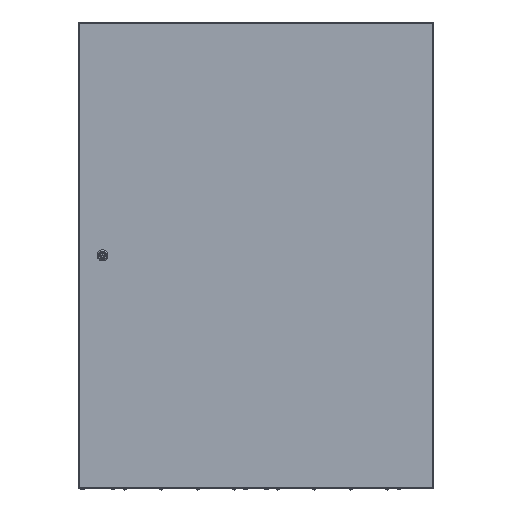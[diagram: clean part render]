
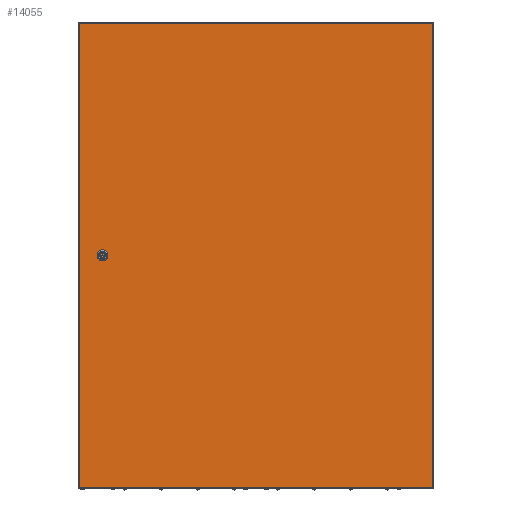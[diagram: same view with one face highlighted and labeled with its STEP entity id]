
A CAD part, top view. The second image highlights one B-rep face of the part: STEP entity #14055.
In plain terms, the highlighted planar face has unit normal (0, 0, 1).
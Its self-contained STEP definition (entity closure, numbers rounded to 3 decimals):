
#288 = DIRECTION ( 'NONE',  ( -1., 0., 0. ) ) ;
#762 = CIRCLE ( 'NONE', #58519, 11.25 ) ;
#772 = VECTOR ( 'NONE', #288, 1000. ) ;
#941 = CARTESIAN_POINT ( 'NONE',  ( 72.92, 594.944, 17.5 ) ) ;
#1022 = CARTESIAN_POINT ( 'NONE',  ( 912.37, 1197., 17.5 ) ) ;
#1280 = VECTOR ( 'NONE', #61237, 1000. ) ;
#1652 = CARTESIAN_POINT ( 'NONE',  ( 912.37, 3., 17.5 ) ) ;
#1680 = ORIENTED_EDGE ( 'NONE', *, *, #50474, .T. ) ;
#1945 = EDGE_CURVE ( 'NONE', #55118, #57391, #51200, .T. ) ;
#2370 = CARTESIAN_POINT ( 'NONE',  ( 2.87, 3., 17.5 ) ) ;
#3175 = DIRECTION ( 'NONE',  ( 0., 1., 0. ) ) ;
#3778 = CARTESIAN_POINT ( 'NONE',  ( 52.82, 594.944, 17.5 ) ) ;
#3921 = EDGE_CURVE ( 'NONE', #51102, #52912, #69373, .T. ) ;
#4804 = VERTEX_POINT ( 'NONE', #74493 ) ;
#5210 = DIRECTION ( 'NONE',  ( 1., 0., 0. ) ) ;
#5597 = VERTEX_POINT ( 'NONE', #941 ) ;
#5633 = EDGE_CURVE ( 'NONE', #4804, #55118, #49332, .T. ) ;
#6274 = AXIS2_PLACEMENT_3D ( 'NONE', #66422, #65599, #9180 ) ;
#6380 = DIRECTION ( 'NONE',  ( 1., 0., 0. ) ) ;
#6382 = DIRECTION ( 'NONE',  ( 1., 0., 0. ) ) ;
#6806 = VECTOR ( 'NONE', #23421, 1000. ) ;
#7746 = DIRECTION ( 'NONE',  ( 0., 1., 0. ) ) ;
#8418 = EDGE_CURVE ( 'NONE', #33795, #5597, #24196, .T. ) ;
#9180 = DIRECTION ( 'NONE',  ( 1., 0., 0. ) ) ;
#9791 = CARTESIAN_POINT ( 'NONE',  ( 67.926, 589.95, 17.5 ) ) ;
#9915 = CARTESIAN_POINT ( 'NONE',  ( 2.87, 1197., 17.5 ) ) ;
#9974 = EDGE_CURVE ( 'NONE', #5597, #4804, #80959, .T. ) ;
#12693 = CARTESIAN_POINT ( 'NONE',  ( 62.87, 600., 17.5 ) ) ;
#13144 = EDGE_CURVE ( 'NONE', #52912, #33795, #16092, .T. ) ;
#13180 = ORIENTED_EDGE ( 'NONE', *, *, #13144, .F. ) ;
#13924 = LINE ( 'NONE', #51402, #26094 ) ;
#14055 = ADVANCED_FACE ( 'NONE', ( #52804, #46876 ), #14879, .T. ) ;
#14794 = ORIENTED_EDGE ( 'NONE', *, *, #9974, .F. ) ;
#14879 = PLANE ( 'NONE',  #59452 ) ;
#16092 = LINE ( 'NONE', #9791, #22927 ) ;
#16273 = EDGE_CURVE ( 'NONE', #57391, #64433, #762, .T. ) ;
#19800 = DIRECTION ( 'NONE',  ( 0., 0., 1. ) ) ;
#20338 = CARTESIAN_POINT ( 'NONE',  ( 0., 0., 17.5 ) ) ;
#21534 = LINE ( 'NONE', #1022, #61116 ) ;
#22927 = VECTOR ( 'NONE', #73360, 1000. ) ;
#23059 = EDGE_CURVE ( 'NONE', #53646, #78700, #41502, .T. ) ;
#23421 = DIRECTION ( 'NONE',  ( -1., 0., 0. ) ) ;
#24196 = CIRCLE ( 'NONE', #64629, 11.25 ) ;
#24474 = CARTESIAN_POINT ( 'NONE',  ( 62.87, 600., 17.5 ) ) ;
#24672 = ORIENTED_EDGE ( 'NONE', *, *, #8418, .F. ) ;
#25244 = CARTESIAN_POINT ( 'NONE',  ( 52.82, 605.056, 17.5 ) ) ;
#26094 = VECTOR ( 'NONE', #6380, 1000. ) ;
#26558 = DIRECTION ( 'NONE',  ( 1., 0., 0. ) ) ;
#31583 = DIRECTION ( 'NONE',  ( 0., 0., 1. ) ) ;
#32477 = CARTESIAN_POINT ( 'NONE',  ( 57.814, 589.95, 17.5 ) ) ;
#33476 = CARTESIAN_POINT ( 'NONE',  ( 67.926, 589.95, 17.5 ) ) ;
#33795 = VERTEX_POINT ( 'NONE', #33476 ) ;
#39247 = VECTOR ( 'NONE', #54680, 1000. ) ;
#39442 = EDGE_LOOP ( 'NONE', ( #55092, #75594, #58346, #1680 ) ) ;
#41502 = LINE ( 'NONE', #9915, #1280 ) ;
#42117 = VERTEX_POINT ( 'NONE', #1652 ) ;
#42638 = EDGE_CURVE ( 'NONE', #42117, #61390, #21534, .T. ) ;
#43956 = CARTESIAN_POINT ( 'NONE',  ( 52.82, 594.944, 17.5 ) ) ;
#46062 = CARTESIAN_POINT ( 'NONE',  ( 912.37, 1197., 17.5 ) ) ;
#46071 = DIRECTION ( 'NONE',  ( 0., 0., 1. ) ) ;
#46876 = FACE_OUTER_BOUND ( 'NONE', #39442, .T. ) ;
#48739 = ORIENTED_EDGE ( 'NONE', *, *, #3921, .F. ) ;
#49188 = LINE ( 'NONE', #3778, #39247 ) ;
#49332 = CIRCLE ( 'NONE', #65477, 11.25 ) ;
#50474 = EDGE_CURVE ( 'NONE', #61390, #53646, #74826, .T. ) ;
#51102 = VERTEX_POINT ( 'NONE', #43956 ) ;
#51106 = CARTESIAN_POINT ( 'NONE',  ( 67.926, 610.05, 17.5 ) ) ;
#51200 = LINE ( 'NONE', #58753, #772 ) ;
#51216 = ORIENTED_EDGE ( 'NONE', *, *, #1945, .F. ) ;
#51402 = CARTESIAN_POINT ( 'NONE',  ( 2.87, 3., 17.5 ) ) ;
#52804 = FACE_BOUND ( 'NONE', #73906, .T. ) ;
#52912 = VERTEX_POINT ( 'NONE', #32477 ) ;
#53646 = VERTEX_POINT ( 'NONE', #55277 ) ;
#54680 = DIRECTION ( 'NONE',  ( 0., -1., 0. ) ) ;
#55092 = ORIENTED_EDGE ( 'NONE', *, *, #23059, .T. ) ;
#55118 = VERTEX_POINT ( 'NONE', #51106 ) ;
#55277 = CARTESIAN_POINT ( 'NONE',  ( 2.87, 1197., 17.5 ) ) ;
#57313 = CARTESIAN_POINT ( 'NONE',  ( 57.814, 610.05, 17.5 ) ) ;
#57391 = VERTEX_POINT ( 'NONE', #57313 ) ;
#58346 = ORIENTED_EDGE ( 'NONE', *, *, #42638, .T. ) ;
#58519 = AXIS2_PLACEMENT_3D ( 'NONE', #69908, #31583, #6382 ) ;
#58753 = CARTESIAN_POINT ( 'NONE',  ( 67.926, 610.05, 17.5 ) ) ;
#59452 = AXIS2_PLACEMENT_3D ( 'NONE', #20338, #46071, #66211 ) ;
#61116 = VECTOR ( 'NONE', #7746, 1000. ) ;
#61237 = DIRECTION ( 'NONE',  ( 0., -1., 0. ) ) ;
#61390 = VERTEX_POINT ( 'NONE', #46062 ) ;
#61996 = CARTESIAN_POINT ( 'NONE',  ( 72.92, 594.944, 17.5 ) ) ;
#64433 = VERTEX_POINT ( 'NONE', #25244 ) ;
#64629 = AXIS2_PLACEMENT_3D ( 'NONE', #24474, #69554, #5210 ) ;
#65477 = AXIS2_PLACEMENT_3D ( 'NONE', #12693, #19800, #26558 ) ;
#65599 = DIRECTION ( 'NONE',  ( 0., 0., 1. ) ) ;
#66211 = DIRECTION ( 'NONE',  ( 1., 0., 0. ) ) ;
#66422 = CARTESIAN_POINT ( 'NONE',  ( 62.87, 600., 17.5 ) ) ;
#66783 = EDGE_CURVE ( 'NONE', #64433, #51102, #49188, .T. ) ;
#67382 = VECTOR ( 'NONE', #3175, 1000. ) ;
#68547 = EDGE_CURVE ( 'NONE', #78700, #42117, #13924, .T. ) ;
#69373 = CIRCLE ( 'NONE', #6274, 11.25 ) ;
#69554 = DIRECTION ( 'NONE',  ( 0., 0., 1. ) ) ;
#69908 = CARTESIAN_POINT ( 'NONE',  ( 62.87, 600., 17.5 ) ) ;
#71485 = ORIENTED_EDGE ( 'NONE', *, *, #5633, .F. ) ;
#71941 = ORIENTED_EDGE ( 'NONE', *, *, #16273, .F. ) ;
#73360 = DIRECTION ( 'NONE',  ( 1., 0., 0. ) ) ;
#73906 = EDGE_LOOP ( 'NONE', ( #71485, #14794, #24672, #13180, #48739, #77079, #71941, #51216 ) ) ;
#74493 = CARTESIAN_POINT ( 'NONE',  ( 72.92, 605.056, 17.5 ) ) ;
#74826 = LINE ( 'NONE', #81932, #6806 ) ;
#75594 = ORIENTED_EDGE ( 'NONE', *, *, #68547, .T. ) ;
#77079 = ORIENTED_EDGE ( 'NONE', *, *, #66783, .F. ) ;
#78700 = VERTEX_POINT ( 'NONE', #2370 ) ;
#80959 = LINE ( 'NONE', #61996, #67382 ) ;
#81932 = CARTESIAN_POINT ( 'NONE',  ( 2.87, 1197., 17.5 ) ) ;
